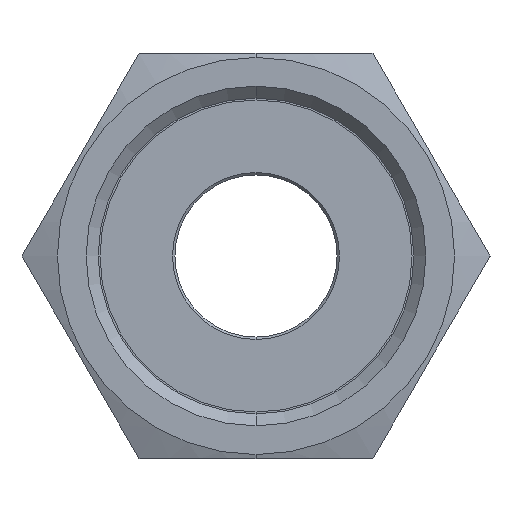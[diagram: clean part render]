
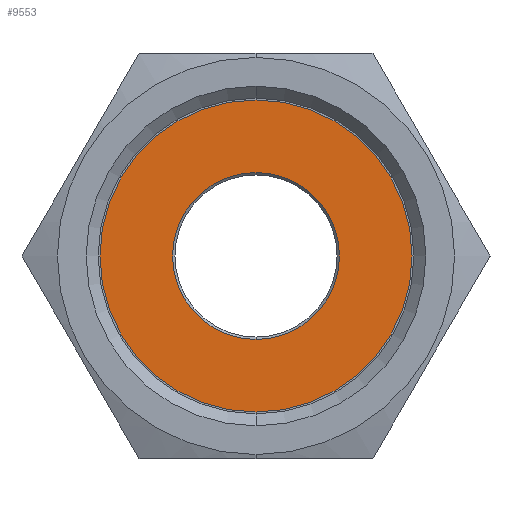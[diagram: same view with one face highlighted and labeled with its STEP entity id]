
A CAD part, left-side view. The second image highlights one B-rep face of the part: STEP entity #9553.
In plain terms, the highlighted planar face has unit normal (-1, 0, 0).
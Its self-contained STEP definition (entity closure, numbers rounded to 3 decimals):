
#434 = VERTEX_POINT ( 'NONE', #4495 ) ;
#601 = DIRECTION ( 'NONE',  ( 0., 0., 1. ) ) ;
#1874 = AXIS2_PLACEMENT_3D ( 'NONE', #14697, #13465, #5298 ) ;
#2899 = DIRECTION ( 'NONE',  ( 0., 0., 1. ) ) ;
#2963 = PLANE ( 'NONE',  #14357 ) ;
#3041 = CARTESIAN_POINT ( 'NONE',  ( -52., 0., 0. ) ) ;
#3554 = CIRCLE ( 'NONE', #11242, 19.25 ) ;
#3769 = CIRCLE ( 'NONE', #1874, 19.25 ) ;
#3887 = EDGE_LOOP ( 'NONE', ( #11758, #11467 ) ) ;
#4495 = CARTESIAN_POINT ( 'NONE',  ( -52., 0., -10.3 ) ) ;
#4737 = FACE_BOUND ( 'NONE', #3887, .T. ) ;
#4793 = EDGE_CURVE ( 'NONE', #15120, #7964, #3769, .T. ) ;
#5287 = EDGE_CURVE ( 'NONE', #434, #10205, #6883, .T. ) ;
#5298 = DIRECTION ( 'NONE',  ( 0., 0., -1. ) ) ;
#6427 = CARTESIAN_POINT ( 'NONE',  ( -52., 19.25, 0. ) ) ;
#6883 = CIRCLE ( 'NONE', #12565, 10.3 ) ;
#7683 = CARTESIAN_POINT ( 'NONE',  ( -52., 0., 19.25 ) ) ;
#7805 = AXIS2_PLACEMENT_3D ( 'NONE', #3041, #11271, #2899 ) ;
#7812 = EDGE_CURVE ( 'NONE', #10205, #434, #12780, .T. ) ;
#7964 = VERTEX_POINT ( 'NONE', #14228 ) ;
#8041 = ORIENTED_EDGE ( 'NONE', *, *, #4793, .F. ) ;
#8824 = DIRECTION ( 'NONE',  ( -1., 0., 0. ) ) ;
#9175 = CARTESIAN_POINT ( 'NONE',  ( -52., 0., 10.3 ) ) ;
#9553 = ADVANCED_FACE ( 'NONE', ( #4737, #13427 ), #2963, .T. ) ;
#9916 = DIRECTION ( 'NONE',  ( 1., 0., 0. ) ) ;
#10205 = VERTEX_POINT ( 'NONE', #9175 ) ;
#10491 = DIRECTION ( 'NONE',  ( 1., 0., 0. ) ) ;
#10543 = EDGE_LOOP ( 'NONE', ( #13169, #8041 ) ) ;
#11160 = CARTESIAN_POINT ( 'NONE',  ( -52., 0., 0. ) ) ;
#11242 = AXIS2_PLACEMENT_3D ( 'NONE', #13841, #10491, #11648 ) ;
#11271 = DIRECTION ( 'NONE',  ( 1., 0., 0. ) ) ;
#11467 = ORIENTED_EDGE ( 'NONE', *, *, #5287, .T. ) ;
#11648 = DIRECTION ( 'NONE',  ( 0., 0., -1. ) ) ;
#11758 = ORIENTED_EDGE ( 'NONE', *, *, #7812, .T. ) ;
#12317 = DIRECTION ( 'NONE',  ( 0., 0., 1. ) ) ;
#12565 = AXIS2_PLACEMENT_3D ( 'NONE', #11160, #9916, #12317 ) ;
#12780 = CIRCLE ( 'NONE', #7805, 10.3 ) ;
#12926 = EDGE_CURVE ( 'NONE', #7964, #15120, #3554, .T. ) ;
#13169 = ORIENTED_EDGE ( 'NONE', *, *, #12926, .F. ) ;
#13427 = FACE_OUTER_BOUND ( 'NONE', #10543, .T. ) ;
#13465 = DIRECTION ( 'NONE',  ( 1., 0., 0. ) ) ;
#13841 = CARTESIAN_POINT ( 'NONE',  ( -52., 0., 0. ) ) ;
#14228 = CARTESIAN_POINT ( 'NONE',  ( -52., 0., -19.25 ) ) ;
#14357 = AXIS2_PLACEMENT_3D ( 'NONE', #6427, #8824, #601 ) ;
#14697 = CARTESIAN_POINT ( 'NONE',  ( -52., 0., 0. ) ) ;
#15120 = VERTEX_POINT ( 'NONE', #7683 ) ;
